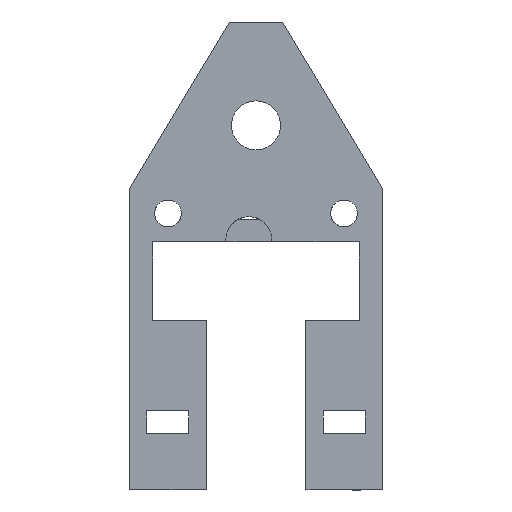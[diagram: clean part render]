
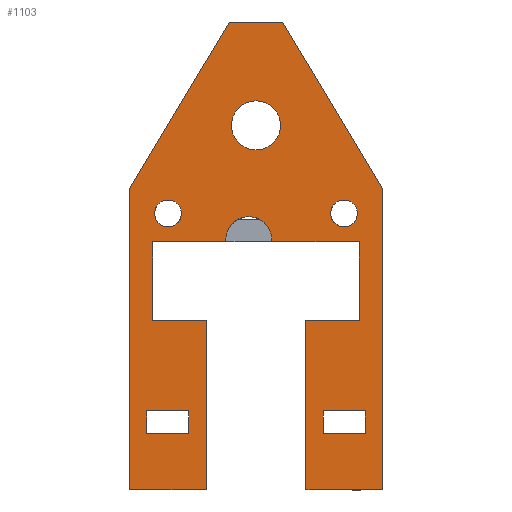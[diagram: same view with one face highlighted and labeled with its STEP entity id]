
A CAD part, front view. The second image highlights one B-rep face of the part: STEP entity #1103.
In plain terms, the highlighted planar face has unit normal (0, -1, 0).
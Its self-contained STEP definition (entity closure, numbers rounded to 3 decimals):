
#38=FACE_BOUND('',#204,.T.);
#39=FACE_BOUND('',#205,.T.);
#40=FACE_BOUND('',#206,.T.);
#41=FACE_BOUND('',#207,.T.);
#42=FACE_BOUND('',#208,.T.);
#78=PLANE('',#1211);
#132=FACE_OUTER_BOUND('',#203,.T.);
#203=EDGE_LOOP('',(#1011,#1012,#1013,#1014,#1015,#1016,#1017,#1018,#1019,
#1020,#1021,#1022,#1023,#1024,#1025,#1026));
#204=EDGE_LOOP('',(#1027));
#205=EDGE_LOOP('',(#1028,#1029,#1030,#1031));
#206=EDGE_LOOP('',(#1032,#1033,#1034,#1035));
#207=EDGE_LOOP('',(#1036));
#208=EDGE_LOOP('',(#1037));
#222=LINE('',#1604,#336);
#226=LINE('',#1612,#340);
#229=LINE('',#1620,#343);
#232=LINE('',#1625,#346);
#234=LINE('',#1632,#348);
#238=LINE('',#1640,#352);
#241=LINE('',#1648,#355);
#244=LINE('',#1655,#358);
#274=LINE('',#1744,#388);
#277=LINE('',#1748,#391);
#282=LINE('',#1758,#396);
#284=LINE('',#1763,#398);
#290=LINE('',#1774,#404);
#292=LINE('',#1778,#406);
#308=LINE('',#1825,#422);
#309=LINE('',#1828,#423);
#311=LINE('',#1832,#425);
#313=LINE('',#1836,#427);
#315=LINE('',#1840,#429);
#317=LINE('',#1843,#431);
#318=LINE('',#1846,#432);
#320=LINE('',#1850,#434);
#322=LINE('',#1853,#436);
#336=VECTOR('',#1263,10.);
#340=VECTOR('',#1269,10.);
#343=VECTOR('',#1276,10.);
#346=VECTOR('',#1281,10.);
#348=VECTOR('',#1287,10.);
#352=VECTOR('',#1293,10.);
#355=VECTOR('',#1300,10.);
#358=VECTOR('',#1307,10.);
#388=VECTOR('',#1393,10.);
#391=VECTOR('',#1396,10.);
#396=VECTOR('',#1403,10.);
#398=VECTOR('',#1407,10.);
#404=VECTOR('',#1415,10.);
#406=VECTOR('',#1419,10.);
#422=VECTOR('',#1471,10.);
#423=VECTOR('',#1474,10.);
#425=VECTOR('',#1478,10.);
#427=VECTOR('',#1482,10.);
#429=VECTOR('',#1486,10.);
#431=VECTOR('',#1490,10.);
#432=VECTOR('',#1493,10.);
#434=VECTOR('',#1497,10.);
#436=VECTOR('',#1501,10.);
#438=CIRCLE('',#1126,3.202);
#456=CIRCLE('',#1162,1.75);
#460=CIRCLE('',#1167,1.75);
#466=CIRCLE('',#1178,3.);
#475=VERTEX_POINT('',#1508);
#494=VERTEX_POINT('',#1602);
#495=VERTEX_POINT('',#1603);
#498=VERTEX_POINT('',#1611);
#501=VERTEX_POINT('',#1619);
#504=VERTEX_POINT('',#1630);
#505=VERTEX_POINT('',#1631);
#508=VERTEX_POINT('',#1639);
#511=VERTEX_POINT('',#1647);
#518=VERTEX_POINT('',#1674);
#522=VERTEX_POINT('',#1685);
#542=VERTEX_POINT('',#1736);
#543=VERTEX_POINT('',#1738);
#544=VERTEX_POINT('',#1743);
#545=VERTEX_POINT('',#1746);
#546=VERTEX_POINT('',#1750);
#549=VERTEX_POINT('',#1756);
#550=VERTEX_POINT('',#1760);
#551=VERTEX_POINT('',#1762);
#555=VERTEX_POINT('',#1772);
#556=VERTEX_POINT('',#1776);
#570=VERTEX_POINT('',#1827);
#571=VERTEX_POINT('',#1831);
#572=VERTEX_POINT('',#1835);
#573=VERTEX_POINT('',#1839);
#574=VERTEX_POINT('',#1845);
#575=VERTEX_POINT('',#1849);
#578=EDGE_CURVE('',#475,#475,#438,.T.);
#603=EDGE_CURVE('',#494,#495,#222,.T.);
#607=EDGE_CURVE('',#495,#498,#226,.T.);
#611=EDGE_CURVE('',#498,#501,#229,.T.);
#614=EDGE_CURVE('',#501,#494,#232,.T.);
#617=EDGE_CURVE('',#504,#505,#234,.T.);
#621=EDGE_CURVE('',#508,#504,#238,.T.);
#625=EDGE_CURVE('',#505,#511,#241,.T.);
#629=EDGE_CURVE('',#511,#508,#244,.T.);
#639=EDGE_CURVE('',#518,#518,#456,.T.);
#645=EDGE_CURVE('',#522,#522,#460,.T.);
#672=EDGE_CURVE('',#543,#542,#466,.T.);
#675=EDGE_CURVE('',#544,#543,#274,.T.);
#678=EDGE_CURVE('',#542,#545,#277,.T.);
#683=EDGE_CURVE('',#546,#549,#282,.T.);
#685=EDGE_CURVE('',#551,#550,#284,.T.);
#691=EDGE_CURVE('',#555,#549,#290,.T.);
#693=EDGE_CURVE('',#550,#556,#292,.T.);
#715=EDGE_CURVE('',#556,#544,#308,.T.);
#716=EDGE_CURVE('',#570,#551,#309,.T.);
#718=EDGE_CURVE('',#571,#570,#311,.T.);
#720=EDGE_CURVE('',#572,#571,#313,.T.);
#722=EDGE_CURVE('',#545,#573,#315,.T.);
#724=EDGE_CURVE('',#573,#546,#317,.T.);
#725=EDGE_CURVE('',#574,#555,#318,.T.);
#727=EDGE_CURVE('',#575,#574,#320,.T.);
#729=EDGE_CURVE('',#575,#572,#322,.T.);
#1011=ORIENTED_EDGE('',*,*,#672,.T.);
#1012=ORIENTED_EDGE('',*,*,#678,.T.);
#1013=ORIENTED_EDGE('',*,*,#722,.T.);
#1014=ORIENTED_EDGE('',*,*,#724,.T.);
#1015=ORIENTED_EDGE('',*,*,#683,.T.);
#1016=ORIENTED_EDGE('',*,*,#691,.F.);
#1017=ORIENTED_EDGE('',*,*,#725,.F.);
#1018=ORIENTED_EDGE('',*,*,#727,.F.);
#1019=ORIENTED_EDGE('',*,*,#729,.T.);
#1020=ORIENTED_EDGE('',*,*,#720,.T.);
#1021=ORIENTED_EDGE('',*,*,#718,.T.);
#1022=ORIENTED_EDGE('',*,*,#716,.T.);
#1023=ORIENTED_EDGE('',*,*,#685,.T.);
#1024=ORIENTED_EDGE('',*,*,#693,.T.);
#1025=ORIENTED_EDGE('',*,*,#715,.T.);
#1026=ORIENTED_EDGE('',*,*,#675,.T.);
#1027=ORIENTED_EDGE('',*,*,#578,.T.);
#1028=ORIENTED_EDGE('',*,*,#611,.T.);
#1029=ORIENTED_EDGE('',*,*,#614,.T.);
#1030=ORIENTED_EDGE('',*,*,#603,.T.);
#1031=ORIENTED_EDGE('',*,*,#607,.T.);
#1032=ORIENTED_EDGE('',*,*,#625,.T.);
#1033=ORIENTED_EDGE('',*,*,#629,.T.);
#1034=ORIENTED_EDGE('',*,*,#621,.T.);
#1035=ORIENTED_EDGE('',*,*,#617,.T.);
#1036=ORIENTED_EDGE('',*,*,#639,.T.);
#1037=ORIENTED_EDGE('',*,*,#645,.T.);
#1103=ADVANCED_FACE('',(#132,#38,#39,#40,#41,#42),#78,.F.);
#1126=AXIS2_PLACEMENT_3D('',#1510,#1219,#1220);
#1162=AXIS2_PLACEMENT_3D('',#1675,#1331,#1332);
#1167=AXIS2_PLACEMENT_3D('',#1686,#1343,#1344);
#1178=AXIS2_PLACEMENT_3D('',#1739,#1386,#1387);
#1211=AXIS2_PLACEMENT_3D('',#1854,#1502,#1503);
#1219=DIRECTION('center_axis',(0.,1.,0.));
#1220=DIRECTION('ref_axis',(1.,0.,0.));
#1263=DIRECTION('',(0.,0.,-1.));
#1269=DIRECTION('',(-1.,0.,0.));
#1276=DIRECTION('',(0.,0.,1.));
#1281=DIRECTION('',(1.,0.,0.));
#1287=DIRECTION('',(0.,0.,1.));
#1293=DIRECTION('',(-1.,0.,0.));
#1300=DIRECTION('',(1.,0.,0.));
#1307=DIRECTION('',(0.,0.,-1.));
#1331=DIRECTION('center_axis',(0.,1.,0.));
#1332=DIRECTION('ref_axis',(-1.,0.,0.));
#1343=DIRECTION('center_axis',(0.,1.,0.));
#1344=DIRECTION('ref_axis',(-1.,0.,0.));
#1386=DIRECTION('center_axis',(0.,1.,0.));
#1387=DIRECTION('ref_axis',(-1.,0.,0.));
#1393=DIRECTION('',(1.,0.,0.));
#1396=DIRECTION('',(1.,0.,0.));
#1403=DIRECTION('',(0.,0.,-1.));
#1407=DIRECTION('',(0.,0.,1.));
#1415=DIRECTION('',(-1.,0.,0.));
#1419=DIRECTION('',(-1.,0.,0.));
#1471=DIRECTION('',(0.,0.,1.));
#1474=DIRECTION('',(1.,0.,0.));
#1478=DIRECTION('',(0.,0.,-1.));
#1482=DIRECTION('',(-0.514,0.,-0.857));
#1486=DIRECTION('',(0.,0.,-1.));
#1490=DIRECTION('',(-1.,0.,0.));
#1493=DIRECTION('',(0.,0.,-1.));
#1497=DIRECTION('',(0.514,0.,-0.857));
#1501=DIRECTION('',(-1.,0.,0.));
#1502=DIRECTION('center_axis',(0.,1.,0.));
#1503=DIRECTION('ref_axis',(0.,0.,1.));
#1508=CARTESIAN_POINT('',(-10.658,-16.435,14.92));
#1510=CARTESIAN_POINT('Origin',(-7.456,-16.435,14.92));
#1602=CARTESIAN_POINT('',(-16.206,-16.435,-22.337));
#1603=CARTESIAN_POINT('',(-16.206,-16.435,-25.337));
#1604=CARTESIAN_POINT('',(-16.206,-16.435,-22.743));
#1611=CARTESIAN_POINT('',(-21.706,-16.435,-25.337));
#1612=CARTESIAN_POINT('',(-11.368,-16.435,-25.337));
#1619=CARTESIAN_POINT('',(-21.706,-16.435,-22.337));
#1620=CARTESIAN_POINT('',(-21.706,-16.435,-21.243));
#1625=CARTESIAN_POINT('',(-8.618,-16.435,-22.337));
#1630=CARTESIAN_POINT('',(1.294,-16.435,-25.337));
#1631=CARTESIAN_POINT('',(1.294,-16.435,-22.337));
#1632=CARTESIAN_POINT('',(1.294,-16.435,-21.243));
#1639=CARTESIAN_POINT('',(6.794,-16.435,-25.337));
#1640=CARTESIAN_POINT('',(0.132,-16.435,-25.337));
#1647=CARTESIAN_POINT('',(6.794,-16.435,-22.337));
#1648=CARTESIAN_POINT('',(2.882,-16.435,-22.337));
#1655=CARTESIAN_POINT('',(6.794,-16.435,-22.743));
#1674=CARTESIAN_POINT('',(5.794,-16.435,3.42));
#1675=CARTESIAN_POINT('Origin',(4.044,-16.435,3.42));
#1685=CARTESIAN_POINT('',(-17.206,-16.435,3.42));
#1686=CARTESIAN_POINT('Origin',(-18.956,-16.435,3.42));
#1736=CARTESIAN_POINT('',(-5.418,-16.435,-0.281));
#1738=CARTESIAN_POINT('',(-11.391,-16.435,-0.281));
#1739=CARTESIAN_POINT('Origin',(-8.405,-16.435,0.));
#1743=CARTESIAN_POINT('',(-20.956,-16.435,-0.281));
#1744=CARTESIAN_POINT('',(2.507,-16.435,-0.281));
#1746=CARTESIAN_POINT('',(6.044,-16.435,-0.281));
#1748=CARTESIAN_POINT('',(2.507,-16.435,-0.281));
#1750=CARTESIAN_POINT('',(-0.93,-16.435,-10.581));
#1756=CARTESIAN_POINT('',(-0.93,-16.435,-32.683));
#1758=CARTESIAN_POINT('',(-0.93,-16.435,-27.275));
#1760=CARTESIAN_POINT('',(-13.93,-16.435,-10.581));
#1762=CARTESIAN_POINT('',(-13.93,-16.435,-32.683));
#1763=CARTESIAN_POINT('',(-13.93,-16.435,-11.99));
#1772=CARTESIAN_POINT('',(9.061,-16.435,-32.683));
#1774=CARTESIAN_POINT('',(9.061,-16.435,-32.683));
#1776=CARTESIAN_POINT('',(-20.956,-16.435,-10.581));
#1778=CARTESIAN_POINT('',(-10.83,-16.435,-10.581));
#1825=CARTESIAN_POINT('',(-20.956,-16.435,-15.366));
#1827=CARTESIAN_POINT('',(-23.972,-16.435,-32.683));
#1828=CARTESIAN_POINT('',(-23.972,-16.435,-32.683));
#1831=CARTESIAN_POINT('',(-23.972,-16.435,6.718));
#1832=CARTESIAN_POINT('',(-23.972,-16.435,6.718));
#1835=CARTESIAN_POINT('',(-10.951,-16.435,28.42));
#1836=CARTESIAN_POINT('',(-10.951,-16.435,28.42));
#1839=CARTESIAN_POINT('',(6.044,-16.435,-10.581));
#1840=CARTESIAN_POINT('',(6.044,-16.435,-15.366));
#1843=CARTESIAN_POINT('',(-10.83,-16.435,-10.581));
#1845=CARTESIAN_POINT('',(9.061,-16.435,6.718));
#1846=CARTESIAN_POINT('',(9.061,-16.435,6.718));
#1849=CARTESIAN_POINT('',(-3.96,-16.435,28.42));
#1850=CARTESIAN_POINT('',(-3.96,-16.435,28.42));
#1853=CARTESIAN_POINT('',(0.704,-16.435,28.42));
#1854=CARTESIAN_POINT('Origin',(-1.03,-16.435,-20.15));
